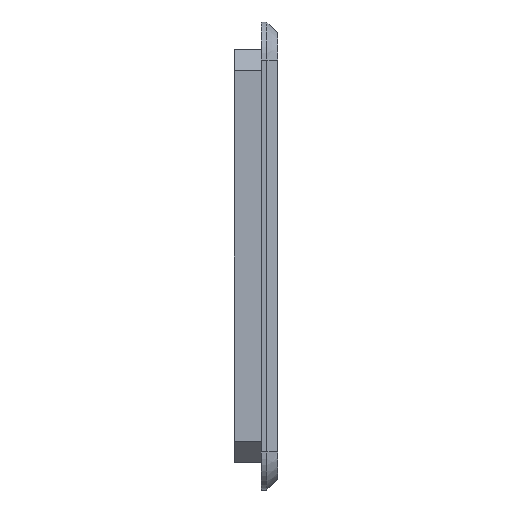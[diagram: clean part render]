
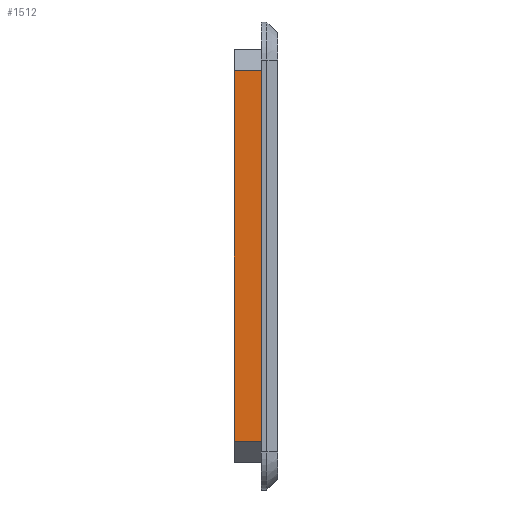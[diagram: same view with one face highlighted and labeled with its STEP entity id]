
A CAD part, left-side view. The second image highlights one B-rep face of the part: STEP entity #1512.
In plain terms, the highlighted planar face has unit normal (-1, 0, 0).
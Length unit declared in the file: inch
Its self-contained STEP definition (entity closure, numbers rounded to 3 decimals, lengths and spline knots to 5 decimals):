
#110=FACE_OUTER_BOUND('',#195,.T.);
#195=EDGE_LOOP('',(#1193,#1194,#1195,#1196));
#324=LINE('',#2417,#464);
#327=LINE('',#2423,#467);
#328=LINE('',#2425,#468);
#329=LINE('',#2426,#469);
#464=VECTOR('',#1806,0.3937);
#467=VECTOR('',#1811,0.3937);
#468=VECTOR('',#1812,0.3937);
#469=VECTOR('',#1813,0.3937);
#689=VERTEX_POINT('',#2413);
#691=VERTEX_POINT('',#2416);
#693=VERTEX_POINT('',#2422);
#694=VERTEX_POINT('',#2424);
#878=EDGE_CURVE('',#689,#691,#324,.T.);
#881=EDGE_CURVE('',#693,#689,#327,.T.);
#882=EDGE_CURVE('',#693,#694,#328,.T.);
#883=EDGE_CURVE('',#691,#694,#329,.T.);
#1193=ORIENTED_EDGE('',*,*,#881,.F.);
#1194=ORIENTED_EDGE('',*,*,#882,.T.);
#1195=ORIENTED_EDGE('',*,*,#883,.F.);
#1196=ORIENTED_EDGE('',*,*,#878,.F.);
#1452=PLANE('',#1612);
#1512=ADVANCED_FACE('',(#110),#1452,.T.);
#1612=AXIS2_PLACEMENT_3D('',#2421,#1809,#1810);
#1806=DIRECTION('',(0.,1.,0.));
#1809=DIRECTION('center_axis',(-1.,0.,0.));
#1810=DIRECTION('ref_axis',(0.,0.,1.));
#1811=DIRECTION('',(0.,0.,-1.));
#1812=DIRECTION('',(0.,1.,0.));
#1813=DIRECTION('',(0.,0.,1.));
#2413=CARTESIAN_POINT('',(0.05,0.03,0.09));
#2416=CARTESIAN_POINT('',(0.05,0.08,0.09));
#2417=CARTESIAN_POINT('',(0.05,0.,0.09));
#2421=CARTESIAN_POINT('Origin',(0.05,0.,0.09));
#2422=CARTESIAN_POINT('',(0.05,0.03,0.77));
#2423=CARTESIAN_POINT('',(0.05,0.03,0.09));
#2424=CARTESIAN_POINT('',(0.05,0.08,0.77));
#2425=CARTESIAN_POINT('',(0.05,0.,0.77));
#2426=CARTESIAN_POINT('',(0.05,0.08,0.09));
